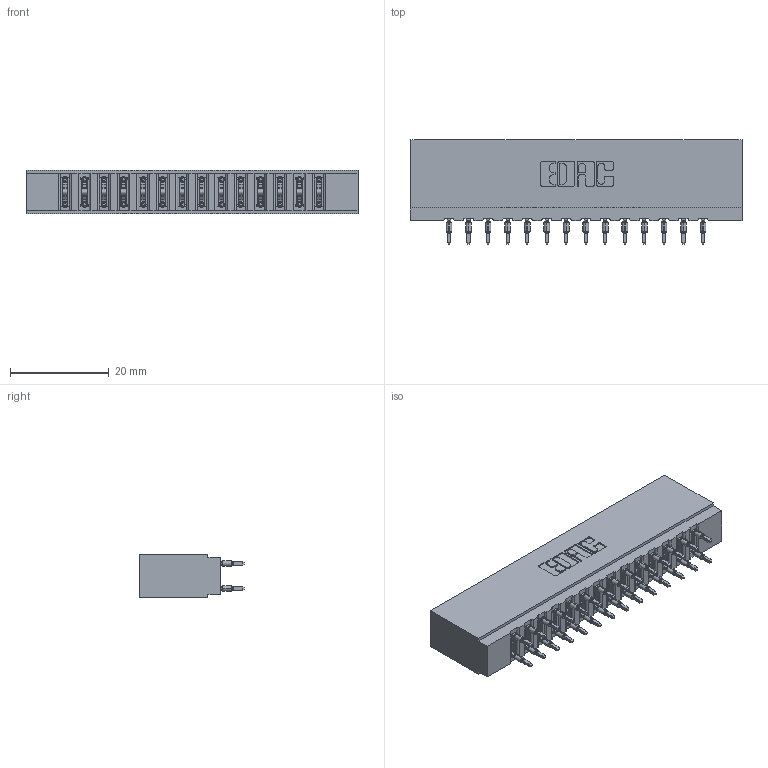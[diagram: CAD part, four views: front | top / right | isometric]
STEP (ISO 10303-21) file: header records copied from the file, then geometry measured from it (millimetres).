
FILE_DESCRIPTION (( 'STEP AP203' ), '1' );
FILE_NAME ('737-028-560-201.STEP', '2020-09-10T23:10:21', ( '' ), ( '' ), 'SwSTEP 2.0', 'SolidWorks 2020', '' );
FILE_SCHEMA (( 'CONFIG_CONTROL_DESIGN' ));
Length unit declared in the file: inch
Products named in the file (3): 737 Part_Insulator Option - 01; 737-028-560-201; 745-292-001_560
Assembly tree (29 placements, depth 2):
  737-028-560-201
    737 Part_Insulator Option - 01
    745-292-001_560  x28
Bounding box: 67.31 x 21.22 x 8.89 mm (x, y, z)
Volume: 6934.4 mm3; surface area: 9952 mm2
Topology: 29 solids, 29 shells, 2866 faces, 7843 edges, 4986 vertices
Faces by surface type: plane 1496, cylinder 642, bspline 560, torus 168
Entity records: 28150 total; most frequent: CARTESIAN_POINT 5399, ORIENTED_EDGE 4778, DIRECTION 4199, EDGE_CURVE 2389, LINE 2115, VECTOR 2115, VERTEX_POINT 1530, AXIS2_PLACEMENT_3D 1042
